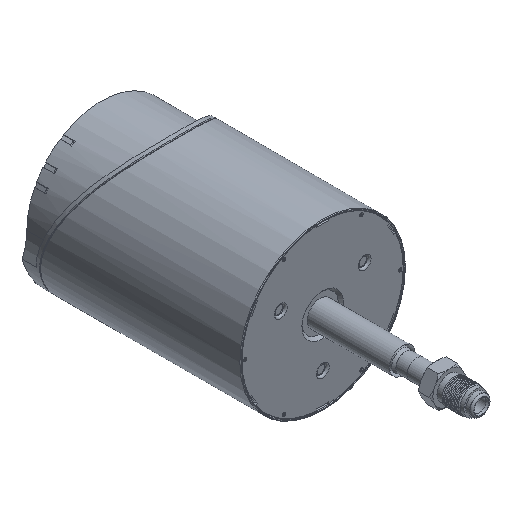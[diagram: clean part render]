
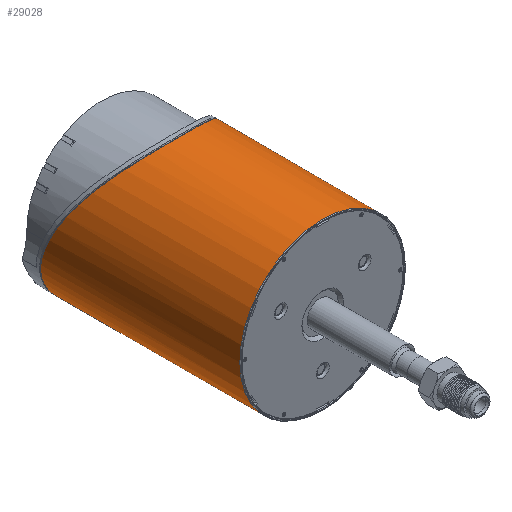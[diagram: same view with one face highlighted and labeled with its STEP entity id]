
A CAD part, isometric view. The second image highlights one B-rep face of the part: STEP entity #29028.
In plain terms, the highlighted cylindrical face has radius 41 mm (diameter 82 mm), a full revolution.
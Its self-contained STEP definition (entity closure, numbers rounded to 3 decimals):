
#514=B_SPLINE_CURVE_WITH_KNOTS('',3,(#51086,#51087,#51088,#51089,#51090,
#51091,#51092,#51093,#51094,#51095,#51096,#51097,#51098),.UNSPECIFIED.,
 .F.,.F.,(4,1,1,1,1,1,1,1,1,1,4),(-26.603,-26.128,-25.653,
-25.178,-24.703,-23.753,-22.803,
-22.169,-21.536,-20.269,-19.712),
 .UNSPECIFIED.);
#515=B_SPLINE_CURVE_WITH_KNOTS('',3,(#51099,#51100,#51101,#51102,#51103,
#51104,#51105,#51106,#51107,#51108,#51109,#51110,#51111,#51112,#51113,#51114,
#51115,#51116,#51117,#51118,#51119,#51120,#51121,#51122,#51123),
 .UNSPECIFIED.,.F.,.F.,(4,1,1,1,1,1,1,1,1,1,1,1,1,1,1,1,1,1,1,1,1,1,4),
(-19.712,-19.636,-19.002,-17.735,
-16.469,-15.202,-13.935,-12.668,
-11.401,-10.135,-8.868,-7.601,
-6.967,-6.334,-5.067,-4.434,
-3.8,-2.85,-1.9,-1.425,
-0.95,-0.475,0.),.UNSPECIFIED.);
#2976=FACE_OUTER_BOUND('',#4561,.T.);
#4561=EDGE_LOOP('',(#25005,#25006,#25007,#25008,#25009,#25010));
#7164=LINE('',#51084,#9745);
#9745=VECTOR('',#38353,41.);
#10733=CIRCLE('',#31343,41.);
#10735=CIRCLE('',#31345,41.);
#13294=VERTEX_POINT('',#51077);
#13295=VERTEX_POINT('',#51078);
#13296=VERTEX_POINT('',#51083);
#13297=VERTEX_POINT('',#51085);
#17246=EDGE_CURVE('',#13294,#13295,#10733,.T.);
#17248=EDGE_CURVE('',#13295,#13294,#10735,.T.);
#17249=EDGE_CURVE('',#13294,#13296,#7164,.T.);
#17250=EDGE_CURVE('',#13297,#13296,#514,.T.);
#17251=EDGE_CURVE('',#13296,#13297,#515,.T.);
#25005=ORIENTED_EDGE('',*,*,#17246,.F.);
#25006=ORIENTED_EDGE('',*,*,#17249,.T.);
#25007=ORIENTED_EDGE('',*,*,#17250,.F.);
#25008=ORIENTED_EDGE('',*,*,#17251,.F.);
#25009=ORIENTED_EDGE('',*,*,#17249,.F.);
#25010=ORIENTED_EDGE('',*,*,#17248,.F.);
#26220=CYLINDRICAL_SURFACE('',#31346,41.);
#29028=ADVANCED_FACE('',(#2976),#26220,.T.);
#31343=AXIS2_PLACEMENT_3D('',#51079,#38345,#38346);
#31345=AXIS2_PLACEMENT_3D('',#51081,#38349,#38350);
#31346=AXIS2_PLACEMENT_3D('',#51082,#38351,#38352);
#38345=DIRECTION('center_axis',(0.,-1.,0.));
#38346=DIRECTION('ref_axis',(-1.,0.,0.));
#38349=DIRECTION('center_axis',(0.,-1.,0.));
#38350=DIRECTION('ref_axis',(-1.,0.,0.));
#38351=DIRECTION('center_axis',(0.,-1.,0.));
#38352=DIRECTION('ref_axis',(-1.,0.,0.));
#38353=DIRECTION('',(0.,1.,0.));
#51077=CARTESIAN_POINT('',(41.,-68.6,0.));
#51078=CARTESIAN_POINT('',(-41.,-68.6,0.));
#51079=CARTESIAN_POINT('Origin',(0.,-68.6,
0.));
#51081=CARTESIAN_POINT('Origin',(0.,-68.6,
0.));
#51082=CARTESIAN_POINT('Origin',(0.,40.8,
0.));
#51083=CARTESIAN_POINT('',(41.,28.163,0.001));
#51084=CARTESIAN_POINT('',(41.,40.8,0.));
#51085=CARTESIAN_POINT('',(0.,2.167,41.));
#51086=CARTESIAN_POINT('Ctrl Pts',(0.,2.167,
41.));
#51087=CARTESIAN_POINT('Ctrl Pts',(1.057,2.167,41.));
#51088=CARTESIAN_POINT('Ctrl Pts',(3.187,2.247,40.918));
#51089=CARTESIAN_POINT('Ctrl Pts',(6.597,2.632,40.522));
#51090=CARTESIAN_POINT('Ctrl Pts',(10.654,3.442,39.679));
#51091=CARTESIAN_POINT('Ctrl Pts',(16.679,5.294,37.695));
#51092=CARTESIAN_POINT('Ctrl Pts',(23.855,8.717,33.826));
#51093=CARTESIAN_POINT('Ctrl Pts',(30.338,13.255,27.976));
#51094=CARTESIAN_POINT('Ctrl Pts',(34.786,17.282,22.001));
#51095=CARTESIAN_POINT('Ctrl Pts',(38.589,21.582,14.817));
#51096=CARTESIAN_POINT('Ctrl Pts',(40.622,25.215,7.479));
#51097=CARTESIAN_POINT('Ctrl Pts',(41.,27.504,1.767));
#51098=CARTESIAN_POINT('Ctrl Pts',(41.,28.163,0.001));
#51099=CARTESIAN_POINT('Ctrl Pts',(41.,28.163,0.001));
#51100=CARTESIAN_POINT('Ctrl Pts',(41.,28.253,-0.241));
#51101=CARTESIAN_POINT('Ctrl Pts',(40.981,29.085,-2.494));
#51102=CARTESIAN_POINT('Ctrl Pts',(40.4,31.22,-8.867));
#51103=CARTESIAN_POINT('Ctrl Pts',(37.12,33.67,-18.921));
#51104=CARTESIAN_POINT('Ctrl Pts',(29.505,35.13,-29.442));
#51105=CARTESIAN_POINT('Ctrl Pts',(18.938,35.573,-37.133));
#51106=CARTESIAN_POINT('Ctrl Pts',(6.528,35.598,-41.167));
#51107=CARTESIAN_POINT('Ctrl Pts',(-6.527,35.598,-41.167));
#51108=CARTESIAN_POINT('Ctrl Pts',(-18.938,35.573,-37.133));
#51109=CARTESIAN_POINT('Ctrl Pts',(-29.507,35.13,-29.44));
#51110=CARTESIAN_POINT('Ctrl Pts',(-37.118,33.67,-18.923));
#51111=CARTESIAN_POINT('Ctrl Pts',(-40.401,31.22,-8.866));
#51112=CARTESIAN_POINT('Ctrl Pts',(-41.144,28.483,-0.697));
#51113=CARTESIAN_POINT('Ctrl Pts',(-40.686,25.327,7.252));
#51114=CARTESIAN_POINT('Ctrl Pts',(-38.589,21.582,14.817));
#51115=CARTESIAN_POINT('Ctrl Pts',(-34.786,17.282,22.001));
#51116=CARTESIAN_POINT('Ctrl Pts',(-30.338,13.255,27.976));
#51117=CARTESIAN_POINT('Ctrl Pts',(-23.855,8.717,33.826));
#51118=CARTESIAN_POINT('Ctrl Pts',(-16.679,5.294,37.695));
#51119=CARTESIAN_POINT('Ctrl Pts',(-10.654,3.442,39.679));
#51120=CARTESIAN_POINT('Ctrl Pts',(-6.597,2.632,40.522));
#51121=CARTESIAN_POINT('Ctrl Pts',(-3.187,2.247,40.918));
#51122=CARTESIAN_POINT('Ctrl Pts',(-1.057,2.167,41.));
#51123=CARTESIAN_POINT('Ctrl Pts',(0.,2.167,
41.));
